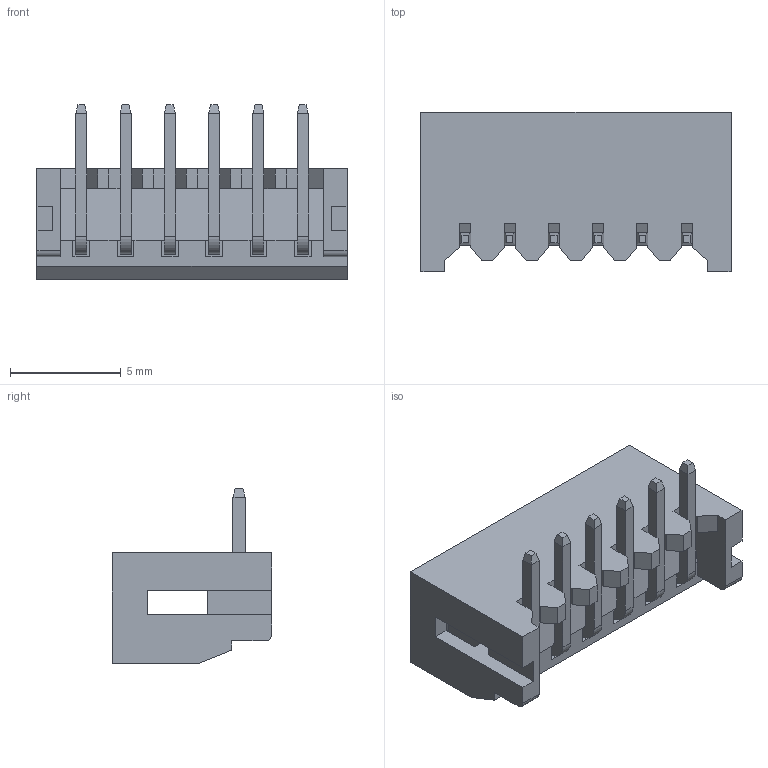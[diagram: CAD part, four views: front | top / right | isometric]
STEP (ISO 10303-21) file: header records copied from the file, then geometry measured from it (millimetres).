
FILE_DESCRIPTION(('OneSpaceDesigner STEP Export'),'2;1');
FILE_NAME('DF3-6P-2DS.stp','2008-02-07T15:29:51',(''),(''),'OneSpace Designer STEP processor for AP214 (Solid Model)','OneSpace Modeling 15.00A 14-Mar-2007 (C) CoCreate Software GmbH','');
FILE_SCHEMA(('AUTOMOTIVE_DESIGN { 1 0 10303 214 1 1 1 1 }'));
Length unit declared in the file: millimetre
Products named in the file (2): DF3-6P-2DS
Assembly tree (1 placements, depth 2):
  DF3-6P-2DS
    DF3-6P-2DS
Bounding box: 14 x 7.2 x 7.9 mm (x, y, z)
Volume: 180.9 mm3; surface area: 624.2 mm2
Topology: 1 solids, 1 shells, 298 faces, 850 edges, 526 vertices
Faces by surface type: plane 278, cylinder 20
Entity records: 8853 total; most frequent: ORIENTED_EDGE 1700, CARTESIAN_POINT 1530, DIRECTION 1278, EDGE_CURVE 850, VECTOR 730, LINE 730, VERTEX_POINT 526, EDGE_LOOP 310
